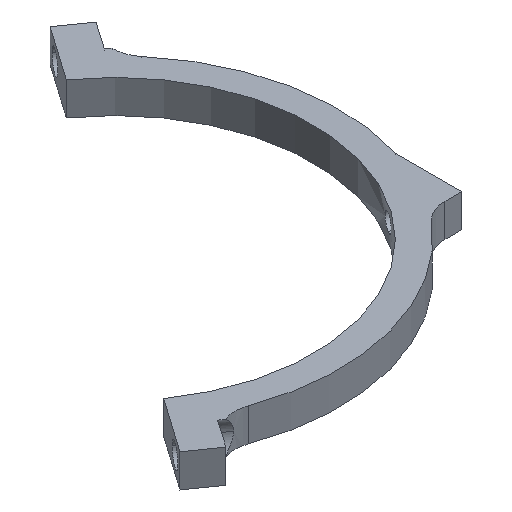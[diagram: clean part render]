
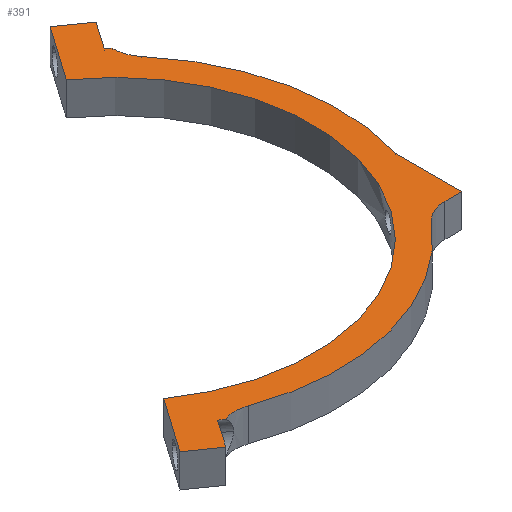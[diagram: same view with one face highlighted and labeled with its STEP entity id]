
A CAD part, isometric view. The second image highlights one B-rep face of the part: STEP entity #391.
In plain terms, the highlighted planar face has unit normal (0, 0, 1).
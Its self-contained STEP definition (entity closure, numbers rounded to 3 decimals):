
#9 = ORIENTED_EDGE ( 'NONE', *, *, #287, .T. ) ;
#13 = DIRECTION ( 'NONE',  ( 0., 0., -1. ) ) ;
#14 = DIRECTION ( 'NONE',  ( 0.574, 0.819, 0. ) ) ;
#20 = CARTESIAN_POINT ( 'NONE',  ( 24.814, 25.258, 5. ) ) ;
#26 = VERTEX_POINT ( 'NONE', #678 ) ;
#28 = EDGE_CURVE ( 'NONE', #542, #808, #129, .T. ) ;
#43 = CIRCLE ( 'NONE', #190, 5. ) ;
#47 = DIRECTION ( 'NONE',  ( 0., 0., 1. ) ) ;
#51 = DIRECTION ( 'NONE',  ( 0., 0., 1. ) ) ;
#59 = VECTOR ( 'NONE', #66, 1000. ) ;
#60 = DIRECTION ( 'NONE',  ( 1., 0., 0. ) ) ;
#61 = DIRECTION ( 'NONE',  ( 0.819, -0.574, 0. ) ) ;
#66 = DIRECTION ( 'NONE',  ( 0., 1., 0. ) ) ;
#78 = EDGE_CURVE ( 'NONE', #174, #26, #671, .T. ) ;
#84 = LINE ( 'NONE', #538, #868 ) ;
#99 = LINE ( 'NONE', #416, #674 ) ;
#101 = ORIENTED_EDGE ( 'NONE', *, *, #578, .F. ) ;
#102 = ORIENTED_EDGE ( 'NONE', *, *, #692, .T. ) ;
#107 = CIRCLE ( 'NONE', #813, 5. ) ;
#120 = EDGE_LOOP ( 'NONE', ( #998, #267, #264, #721, #670, #101, #280, #714, #658, #943, #436, #722, #752, #274, #9, #502, #102 ) ) ;
#125 = VECTOR ( 'NONE', #461, 1000. ) ;
#129 = LINE ( 'NONE', #683, #406 ) ;
#148 = EDGE_CURVE ( 'NONE', #389, #693, #330, .T. ) ;
#156 = CARTESIAN_POINT ( 'NONE',  ( 29.933, -25., 5. ) ) ;
#158 = CARTESIAN_POINT ( 'NONE',  ( -13.43, -36.615, 5. ) ) ;
#164 = DIRECTION ( 'NONE',  ( -1., 0., 0. ) ) ;
#165 = EDGE_CURVE ( 'NONE', #515, #389, #791, .T. ) ;
#166 = LINE ( 'NONE', #793, #59 ) ;
#174 = VERTEX_POINT ( 'NONE', #20 ) ;
#182 = VERTEX_POINT ( 'NONE', #964 ) ;
#189 = AXIS2_PLACEMENT_3D ( 'NONE', #625, #938, #164 ) ;
#190 = AXIS2_PLACEMENT_3D ( 'NONE', #636, #13, #950 ) ;
#195 = DIRECTION ( 'NONE',  ( 0.574, 0.819, 0. ) ) ;
#204 = DIRECTION ( 'NONE',  ( -1., 0., 0. ) ) ;
#207 = VERTEX_POINT ( 'NONE', #338 ) ;
#225 = LINE ( 'NONE', #857, #903 ) ;
#239 = VECTOR ( 'NONE', #14, 1000. ) ;
#253 = CARTESIAN_POINT ( 'NONE',  ( -18.847, -35.634, 5. ) ) ;
#264 = ORIENTED_EDGE ( 'NONE', *, *, #803, .T. ) ;
#267 = ORIENTED_EDGE ( 'NONE', *, *, #322, .T. ) ;
#274 = ORIENTED_EDGE ( 'NONE', *, *, #841, .T. ) ;
#278 = CIRCLE ( 'NONE', #408, 5. ) ;
#280 = ORIENTED_EDGE ( 'NONE', *, *, #356, .T. ) ;
#287 = EDGE_CURVE ( 'NONE', #731, #207, #920, .T. ) ;
#288 = VERTEX_POINT ( 'NONE', #518 ) ;
#307 = AXIS2_PLACEMENT_3D ( 'NONE', #158, #331, #403 ) ;
#316 = CARTESIAN_POINT ( 'NONE',  ( 32.5, -20., 5. ) ) ;
#322 = EDGE_CURVE ( 'NONE', #26, #182, #593, .T. ) ;
#328 = DIRECTION ( 'NONE',  ( -0.819, 0.574, 0. ) ) ;
#330 = LINE ( 'NONE', #730, #361 ) ;
#331 = DIRECTION ( 'NONE',  ( 0., 0., -1. ) ) ;
#332 = DIRECTION ( 'NONE',  ( -1., 0., 0. ) ) ;
#338 = CARTESIAN_POINT ( 'NONE',  ( 25.991, 21.92, 5. ) ) ;
#341 = VECTOR ( 'NONE', #61, 1000. ) ;
#356 = EDGE_CURVE ( 'NONE', #766, #515, #709, .T. ) ;
#361 = VECTOR ( 'NONE', #797, 1000. ) ;
#376 = DIRECTION ( 'NONE',  ( 0.574, 0.819, 0. ) ) ;
#388 = PLANE ( 'NONE',  #189 ) ;
#389 = VERTEX_POINT ( 'NONE', #622 ) ;
#391 = ADVANCED_FACE ( 'NONE', ( #458 ), #388, .F. ) ;
#392 = CARTESIAN_POINT ( 'NONE',  ( 17.207, 24.575, 5. ) ) ;
#393 = CARTESIAN_POINT ( 'NONE',  ( 24.813, 25.143, 5. ) ) ;
#400 = EDGE_CURVE ( 'NONE', #693, #594, #900, .T. ) ;
#403 = DIRECTION ( 'NONE',  ( -1., 0., 0. ) ) ;
#406 = VECTOR ( 'NONE', #1002, 1000. ) ;
#408 = AXIS2_PLACEMENT_3D ( 'NONE', #431, #904, #204 ) ;
#416 = CARTESIAN_POINT ( 'NONE',  ( 0., 0., 5. ) ) ;
#431 = CARTESIAN_POINT ( 'NONE',  ( 29.813, 25.143, 5. ) ) ;
#436 = ORIENTED_EDGE ( 'NONE', *, *, #1025, .T. ) ;
#458 = FACE_OUTER_BOUND ( 'NONE', #120, .T. ) ;
#461 = DIRECTION ( 'NONE',  ( 0.574, 0.819, 0. ) ) ;
#482 = DIRECTION ( 'NONE',  ( 0., 0., -1. ) ) ;
#502 = ORIENTED_EDGE ( 'NONE', *, *, #503, .T. ) ;
#503 = EDGE_CURVE ( 'NONE', #207, #850, #278, .T. ) ;
#504 = AXIS2_PLACEMENT_3D ( 'NONE', #923, #47, #1004 ) ;
#515 = VERTEX_POINT ( 'NONE', #663 ) ;
#518 = CARTESIAN_POINT ( 'NONE',  ( 22.943, 32.766, 5. ) ) ;
#528 = CARTESIAN_POINT ( 'NONE',  ( -11.708, -31.92, 5. ) ) ;
#538 = CARTESIAN_POINT ( 'NONE',  ( 18.847, 35.634, 5. ) ) ;
#542 = VERTEX_POINT ( 'NONE', #846 ) ;
#552 = CARTESIAN_POINT ( 'NONE',  ( -15.248, -31.957, 5. ) ) ;
#555 = CARTESIAN_POINT ( 'NONE',  ( -17.207, -24.575, 5. ) ) ;
#564 = VERTEX_POINT ( 'NONE', #392 ) ;
#578 = EDGE_CURVE ( 'NONE', #766, #735, #225, .T. ) ;
#593 = LINE ( 'NONE', #1026, #125 ) ;
#594 = VERTEX_POINT ( 'NONE', #528 ) ;
#611 = CIRCLE ( 'NONE', #960, 34. ) ;
#622 = CARTESIAN_POINT ( 'NONE',  ( -15.935, -31.475, 5. ) ) ;
#625 = CARTESIAN_POINT ( 'NONE',  ( 0., 0., 5. ) ) ;
#631 = DIRECTION ( 'NONE',  ( 1., 0., 0. ) ) ;
#636 = CARTESIAN_POINT ( 'NONE',  ( 29.813, 25.143, 5. ) ) ;
#648 = DIRECTION ( 'NONE',  ( 0., 0., 1. ) ) ;
#656 = AXIS2_PLACEMENT_3D ( 'NONE', #723, #648, #631 ) ;
#658 = ORIENTED_EDGE ( 'NONE', *, *, #148, .T. ) ;
#663 = CARTESIAN_POINT ( 'NONE',  ( -18.847, -35.634, 5. ) ) ;
#670 = ORIENTED_EDGE ( 'NONE', *, *, #887, .F. ) ;
#671 = LINE ( 'NONE', #781, #936 ) ;
#674 = VECTOR ( 'NONE', #195, 1000. ) ;
#678 = CARTESIAN_POINT ( 'NONE',  ( 24.127, 25.74, 5. ) ) ;
#683 = CARTESIAN_POINT ( 'NONE',  ( 32.5, -20., 5. ) ) ;
#692 = EDGE_CURVE ( 'NONE', #850, #174, #43, .T. ) ;
#693 = VERTEX_POINT ( 'NONE', #552 ) ;
#709 = LINE ( 'NONE', #1033, #341 ) ;
#714 = ORIENTED_EDGE ( 'NONE', *, *, #165, .T. ) ;
#717 = EDGE_CURVE ( 'NONE', #878, #542, #107, .T. ) ;
#721 = ORIENTED_EDGE ( 'NONE', *, *, #951, .F. ) ;
#722 = ORIENTED_EDGE ( 'NONE', *, *, #717, .T. ) ;
#723 = CARTESIAN_POINT ( 'NONE',  ( 0., 0., 5. ) ) ;
#730 = CARTESIAN_POINT ( 'NONE',  ( -11.84, -34.343, 5. ) ) ;
#731 = VERTEX_POINT ( 'NONE', #876 ) ;
#735 = VERTEX_POINT ( 'NONE', #555 ) ;
#752 = ORIENTED_EDGE ( 'NONE', *, *, #28, .T. ) ;
#766 = VERTEX_POINT ( 'NONE', #789 ) ;
#781 = CARTESIAN_POINT ( 'NONE',  ( 28.223, 22.872, 5. ) ) ;
#789 = CARTESIAN_POINT ( 'NONE',  ( -22.943, -32.766, 5. ) ) ;
#791 = LINE ( 'NONE', #253, #239 ) ;
#793 = CARTESIAN_POINT ( 'NONE',  ( 32.5, -9.987, 5. ) ) ;
#796 = CIRCLE ( 'NONE', #656, 30. ) ;
#797 = DIRECTION ( 'NONE',  ( 0.819, -0.574, 0. ) ) ;
#803 = EDGE_CURVE ( 'NONE', #182, #288, #84, .T. ) ;
#808 = VERTEX_POINT ( 'NONE', #316 ) ;
#813 = AXIS2_PLACEMENT_3D ( 'NONE', #156, #482, #332 ) ;
#841 = EDGE_CURVE ( 'NONE', #808, #731, #166, .T. ) ;
#846 = CARTESIAN_POINT ( 'NONE',  ( 29.933, -20., 5. ) ) ;
#850 = VERTEX_POINT ( 'NONE', #393 ) ;
#857 = CARTESIAN_POINT ( 'NONE',  ( 0., 0., 5. ) ) ;
#868 = VECTOR ( 'NONE', #328, 1000. ) ;
#876 = CARTESIAN_POINT ( 'NONE',  ( 32.5, -9.987, 5. ) ) ;
#878 = VERTEX_POINT ( 'NONE', #956 ) ;
#887 = EDGE_CURVE ( 'NONE', #735, #564, #796, .T. ) ;
#900 = CIRCLE ( 'NONE', #307, 5. ) ;
#903 = VECTOR ( 'NONE', #376, 1000. ) ;
#904 = DIRECTION ( 'NONE',  ( 0., 0., -1. ) ) ;
#920 = CIRCLE ( 'NONE', #504, 34. ) ;
#923 = CARTESIAN_POINT ( 'NONE',  ( 0., 0., 5. ) ) ;
#932 = CARTESIAN_POINT ( 'NONE',  ( 0., 0., 5. ) ) ;
#936 = VECTOR ( 'NONE', #1013, 1000. ) ;
#938 = DIRECTION ( 'NONE',  ( 0., 0., -1. ) ) ;
#943 = ORIENTED_EDGE ( 'NONE', *, *, #400, .T. ) ;
#950 = DIRECTION ( 'NONE',  ( -1., 0., 0. ) ) ;
#951 = EDGE_CURVE ( 'NONE', #564, #288, #99, .T. ) ;
#956 = CARTESIAN_POINT ( 'NONE',  ( 26.096, -21.795, 5. ) ) ;
#960 = AXIS2_PLACEMENT_3D ( 'NONE', #932, #51, #60 ) ;
#964 = CARTESIAN_POINT ( 'NONE',  ( 27.039, 29.898, 5. ) ) ;
#998 = ORIENTED_EDGE ( 'NONE', *, *, #78, .T. ) ;
#1002 = DIRECTION ( 'NONE',  ( 1., 0., 0. ) ) ;
#1004 = DIRECTION ( 'NONE',  ( -1., 0., 0. ) ) ;
#1013 = DIRECTION ( 'NONE',  ( -0.819, 0.574, 0. ) ) ;
#1025 = EDGE_CURVE ( 'NONE', #594, #878, #611, .T. ) ;
#1026 = CARTESIAN_POINT ( 'NONE',  ( 27.039, 29.898, 5. ) ) ;
#1033 = CARTESIAN_POINT ( 'NONE',  ( -27.039, -29.898, 5. ) ) ;
